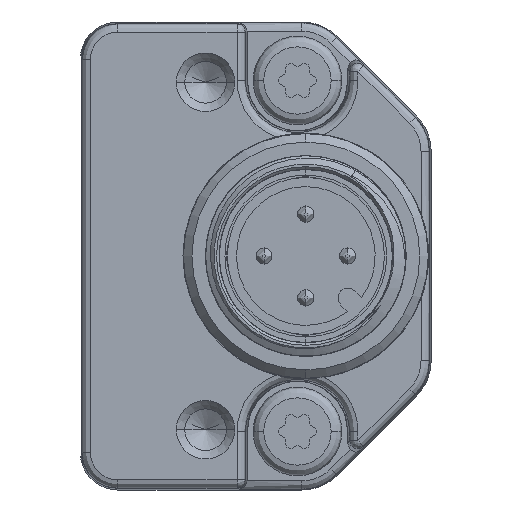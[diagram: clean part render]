
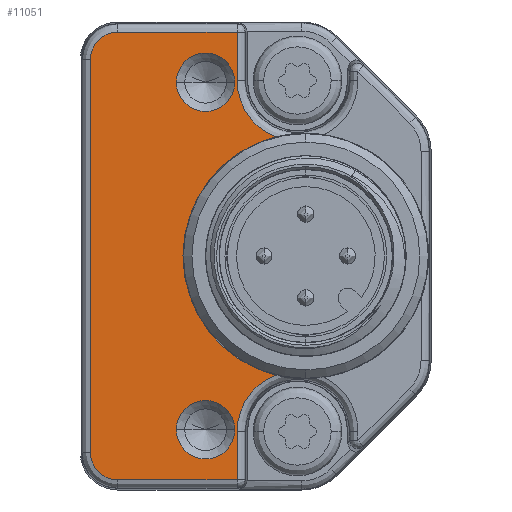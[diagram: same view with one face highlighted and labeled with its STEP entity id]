
A CAD part, left-side view. The second image highlights one B-rep face of the part: STEP entity #11051.
In plain terms, the highlighted planar face has unit normal (-1, 0, 0).
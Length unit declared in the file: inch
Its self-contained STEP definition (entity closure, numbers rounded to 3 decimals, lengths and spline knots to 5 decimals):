
#1743=CARTESIAN_POINT('',(-0.49213,0.31496,
-0.41339));
#1744=DIRECTION('',(1.,0.,0.));
#1745=DIRECTION('',(0.,1.,0.));
#1746=AXIS2_PLACEMENT_3D('',#1743,#1744,#1745);
#1748=DIRECTION('',(0.,0.,1.));
#1749=VECTOR('',#1748,0.11399);
#1750=CARTESIAN_POINT('',(-0.49213,0.45723,
-0.52737));
#1751=LINE('',#1750,#1749);
#1752=DIRECTION('',(0.,-1.,0.));
#1753=VECTOR('',#1752,0.28096);
#1754=CARTESIAN_POINT('',(-0.49213,0.73819,
-0.52737));
#1755=LINE('',#1754,#1753);
#1756=CARTESIAN_POINT('',(-0.49213,0.73819,
-0.4626));
#1757=DIRECTION('',(-1.,0.,0.));
#1758=DIRECTION('',(0.,1.,0.));
#1759=AXIS2_PLACEMENT_3D('',#1756,#1757,#1758);
#1761=DIRECTION('',(0.,0.,-1.));
#1762=VECTOR('',#1761,0.9252);
#1763=CARTESIAN_POINT('',(-0.49213,0.80296,
0.4626));
#1764=LINE('',#1763,#1762);
#1765=CARTESIAN_POINT('',(-0.49213,0.73819,
0.4626));
#1766=DIRECTION('',(-1.,0.,0.));
#1767=DIRECTION('',(0.,0.,1.));
#1768=AXIS2_PLACEMENT_3D('',#1765,#1766,#1767);
#1770=DIRECTION('',(0.,1.,0.));
#1771=VECTOR('',#1770,0.28096);
#1772=CARTESIAN_POINT('',(-0.49213,0.45723,
0.52737));
#1773=LINE('',#1772,#1771);
#1774=DIRECTION('',(0.,0.,1.));
#1775=VECTOR('',#1774,0.11399);
#1776=CARTESIAN_POINT('',(-0.49213,0.45723,
0.41339));
#1777=LINE('',#1776,#1775);
#1778=CARTESIAN_POINT('',(-0.49213,0.31496,
0.41339));
#1779=DIRECTION('',(1.,0.,0.));
#1780=DIRECTION('',(0.,0.359,-0.933));
#1781=AXIS2_PLACEMENT_3D('',#1778,#1779,#1780);
#1783=CARTESIAN_POINT('',(-0.49213,0.29528,0.));
#1784=DIRECTION('',(-1.,0.,0.));
#1785=DIRECTION('',(0.,0.244,0.97));
#1786=AXIS2_PLACEMENT_3D('',#1783,#1784,#1785);
#1788=CARTESIAN_POINT('',(-0.49213,0.5315,
-0.40915));
#1789=DIRECTION('',(1.,0.,0.));
#1790=DIRECTION('',(0.,1.,0.));
#1791=AXIS2_PLACEMENT_3D('',#1788,#1789,#1790);
#1793=CARTESIAN_POINT('',(-0.49213,0.5315,
-0.40915));
#1794=DIRECTION('',(1.,0.,0.));
#1795=DIRECTION('',(0.,-1.,0.));
#1796=AXIS2_PLACEMENT_3D('',#1793,#1794,#1795);
#1798=CARTESIAN_POINT('',(-0.49213,0.5315,
0.40915));
#1799=DIRECTION('',(1.,0.,0.));
#1800=DIRECTION('',(0.,1.,0.));
#1801=AXIS2_PLACEMENT_3D('',#1798,#1799,#1800);
#1803=CARTESIAN_POINT('',(-0.49213,0.5315,
0.40915));
#1804=DIRECTION('',(1.,0.,0.));
#1805=DIRECTION('',(0.,-1.,0.));
#1806=AXIS2_PLACEMENT_3D('',#1803,#1804,#1805);
#7956=CARTESIAN_POINT('',(-0.49213,0.80296,
-0.4626));
#7957=CARTESIAN_POINT('',(-0.49213,0.73819,
-0.52737));
#7958=VERTEX_POINT('',#7956);
#7959=VERTEX_POINT('',#7957);
#7964=CARTESIAN_POINT('',(-0.49213,0.80296,
0.4626));
#7965=VERTEX_POINT('',#7964);
#7968=CARTESIAN_POINT('',(-0.49213,0.73819,
0.52737));
#7969=VERTEX_POINT('',#7968);
#7992=CARTESIAN_POINT('',(-0.49213,0.60039,
-0.40915));
#7993=CARTESIAN_POINT('',(-0.49213,0.4626,
-0.40915));
#7994=VERTEX_POINT('',#7992);
#7995=VERTEX_POINT('',#7993);
#8000=CARTESIAN_POINT('',(-0.49213,0.60039,
0.40915));
#8001=CARTESIAN_POINT('',(-0.49213,0.4626,
0.40915));
#8002=VERTEX_POINT('',#8000);
#8003=VERTEX_POINT('',#8001);
#8036=CARTESIAN_POINT('',(-0.49213,0.45723,
-0.41339));
#8037=CARTESIAN_POINT('',(-0.49213,0.366,
-0.28059));
#8038=VERTEX_POINT('',#8036);
#8039=VERTEX_POINT('',#8037);
#8040=CARTESIAN_POINT('',(-0.49213,0.45723,
-0.52737));
#8041=VERTEX_POINT('',#8040);
#8064=CARTESIAN_POINT('',(-0.49213,0.366,
0.28059));
#8065=CARTESIAN_POINT('',(-0.49213,0.45723,
0.41339));
#8066=VERTEX_POINT('',#8064);
#8067=VERTEX_POINT('',#8065);
#8068=CARTESIAN_POINT('',(-0.49213,0.45723,
0.52737));
#8069=VERTEX_POINT('',#8068);
#11016=CARTESIAN_POINT('',(-0.49213,0.,0.));
#11017=DIRECTION('',(-1.,0.,0.));
#11018=DIRECTION('',(0.,0.,1.));
#11019=AXIS2_PLACEMENT_3D('',#11016,#11017,#11018);
#11020=PLANE('',#11019);
#11021=ORIENTED_EDGE('',*,*,#10864,.F.);
#11023=ORIENTED_EDGE('',*,*,#11022,.F.);
#11025=ORIENTED_EDGE('',*,*,#11024,.F.);
#11027=ORIENTED_EDGE('',*,*,#11026,.F.);
#11029=ORIENTED_EDGE('',*,*,#11028,.F.);
#11031=ORIENTED_EDGE('',*,*,#11030,.F.);
#11033=ORIENTED_EDGE('',*,*,#11032,.F.);
#11034=ORIENTED_EDGE('',*,*,#11007,.F.);
#11035=ORIENTED_EDGE('',*,*,#10965,.F.);
#11036=ORIENTED_EDGE('',*,*,#10879,.T.);
#11037=EDGE_LOOP('',(#11021,#11023,#11025,#11027,#11029,#11031,#11033,#11034,
#11035,#11036));
#11038=FACE_OUTER_BOUND('',#11037,.F.);
#11040=ORIENTED_EDGE('',*,*,#11039,.F.);
#11042=ORIENTED_EDGE('',*,*,#11041,.F.);
#11043=EDGE_LOOP('',(#11040,#11042));
#11044=FACE_BOUND('',#11043,.F.);
#11046=ORIENTED_EDGE('',*,*,#11045,.F.);
#11048=ORIENTED_EDGE('',*,*,#11047,.F.);
#11049=EDGE_LOOP('',(#11046,#11048));
#11050=FACE_BOUND('',#11049,.F.);
#11051=ADVANCED_FACE('',(#11038,#11044,#11050),#11020,.T.);
#1747=CIRCLE('',#1746,0.14227);
#1760=CIRCLE('',#1759,0.06477);
#1769=CIRCLE('',#1768,0.06477);
#1782=CIRCLE('',#1781,0.14227);
#1787=CIRCLE('',#1786,0.28937);
#1792=CIRCLE('',#1791,0.0689);
#1797=CIRCLE('',#1796,0.0689);
#1802=CIRCLE('',#1801,0.0689);
#1807=CIRCLE('',#1806,0.0689);
#10864=EDGE_CURVE('',#8038,#8039,#1747,.T.);
#10879=EDGE_CURVE('',#8066,#8039,#1787,.T.);
#10965=EDGE_CURVE('',#8066,#8067,#1782,.T.);
#11007=EDGE_CURVE('',#8067,#8069,#1777,.T.);
#11022=EDGE_CURVE('',#8041,#8038,#1751,.T.);
#11024=EDGE_CURVE('',#7959,#8041,#1755,.T.);
#11026=EDGE_CURVE('',#7958,#7959,#1760,.T.);
#11028=EDGE_CURVE('',#7965,#7958,#1764,.T.);
#11030=EDGE_CURVE('',#7969,#7965,#1769,.T.);
#11032=EDGE_CURVE('',#8069,#7969,#1773,.T.);
#11039=EDGE_CURVE('',#7994,#7995,#1792,.T.);
#11041=EDGE_CURVE('',#7995,#7994,#1797,.T.);
#11045=EDGE_CURVE('',#8002,#8003,#1802,.T.);
#11047=EDGE_CURVE('',#8003,#8002,#1807,.T.);
